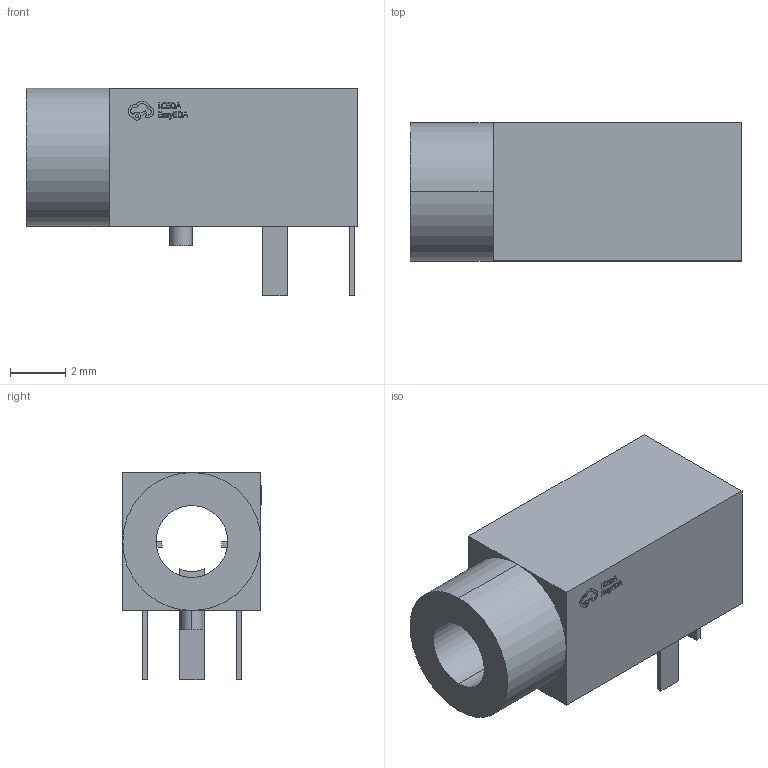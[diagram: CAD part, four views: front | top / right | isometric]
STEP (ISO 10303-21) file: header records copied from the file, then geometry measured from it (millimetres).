
FILE_DESCRIPTION (( 'STEP AP214' ), '1' );
FILE_NAME ('AUDIO-TH_PJ-211A.step', '2022-06-16T10:37:29', ( '' ), ( '' ), 'SwSTEP 2.0', 'SolidWorks 2020', '' );
FILE_SCHEMA (( 'AUTOMOTIVE_DESIGN' ));
Length unit declared in the file: millimetre
Products named in the file (1): AUDIO-TH_PJ-211A
Bounding box: 12 x 5.01 x 7.5 mm (x, y, z)
Volume: 223 mm3; surface area: 415.3 mm2
Topology: 4 solids, 4 shells, 342 faces, 911 edges, 604 vertices
Faces by surface type: plane 217, bspline 112, cylinder 13
Entity records: 15232 total; most frequent: CARTESIAN_POINT 3962, ORIENTED_EDGE 1822, DIRECTION 1173, EDGE_CURVE 911, VECTOR 655, LINE 655, VERTEX_POINT 604, EDGE_LOOP 371
